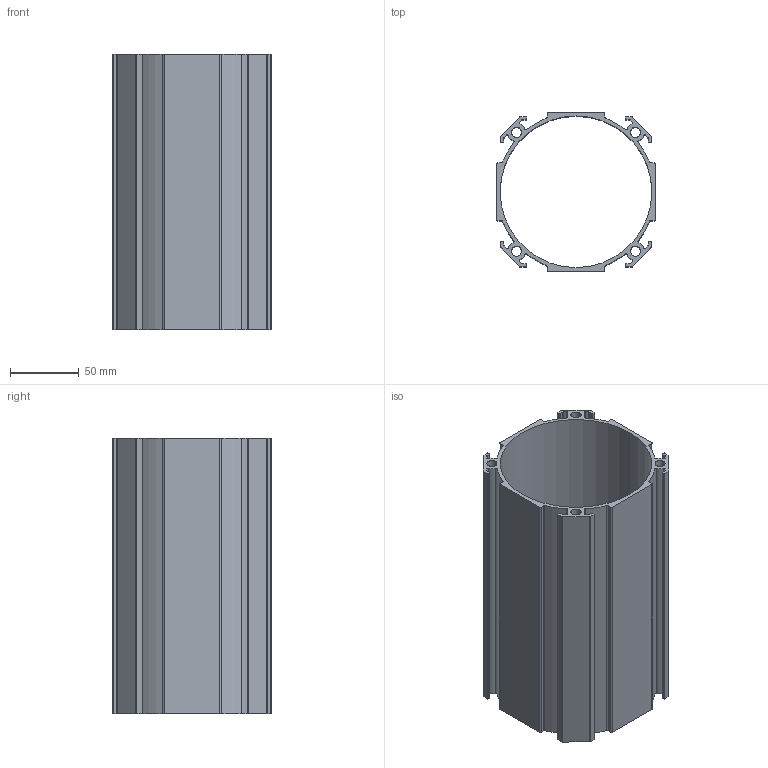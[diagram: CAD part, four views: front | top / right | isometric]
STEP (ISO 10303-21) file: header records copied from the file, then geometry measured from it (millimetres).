
FILE_DESCRIPTION (( 'STEP AP214' ), '1' );
FILE_NAME ('AR.115.115.110.STEP', '2016-04-13T14:18:03', ( '' ), ( '' ), 'SwSTEP 2.0', 'SolidWorks 2016', '' );
FILE_SCHEMA (( 'AUTOMOTIVE_DESIGN' ));
Length unit declared in the file: millimetre
Products named in the file (1): AR.115.115.110
Bounding box: 115 x 115 x 200 mm (x, y, z)
Volume: 311742.6 mm3; surface area: 206521.3 mm2
Topology: 1 solids, 1 shells, 144 faces, 426 edges, 284 vertices
Faces by surface type: cylinder 94, plane 50
Entity records: 4952 total; most frequent: DIRECTION 904, CARTESIAN_POINT 855, ORIENTED_EDGE 852, EDGE_CURVE 426, AXIS2_PLACEMENT_3D 333, VERTEX_POINT 284, VECTOR 238, LINE 238
